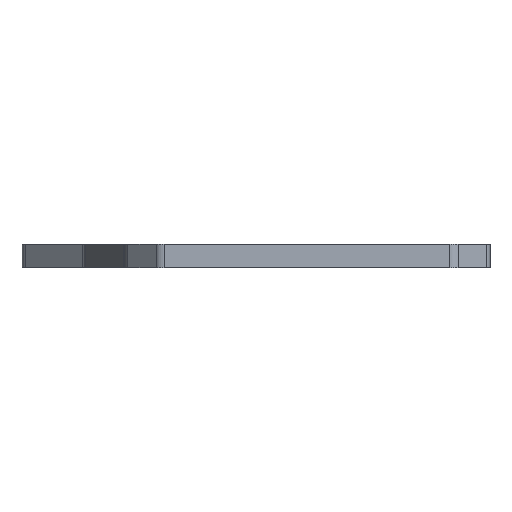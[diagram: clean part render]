
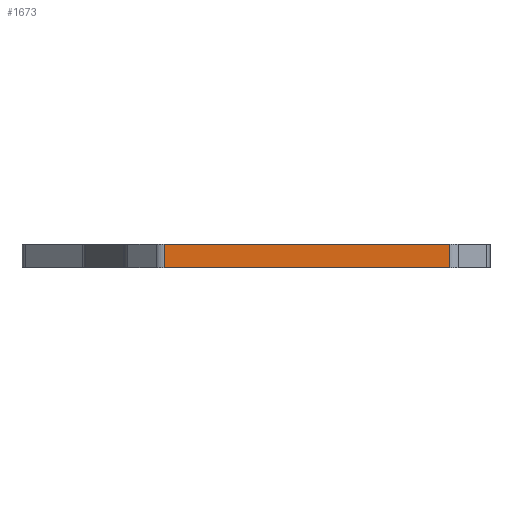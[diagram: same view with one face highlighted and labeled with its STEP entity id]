
A CAD part, front view. The second image highlights one B-rep face of the part: STEP entity #1673.
In plain terms, the highlighted planar face has unit normal (0, -1, 0).
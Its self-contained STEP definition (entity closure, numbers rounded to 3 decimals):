
#51 = PLANE ( 'NONE',  #369 ) ;
#56 = CARTESIAN_POINT ( 'NONE',  ( 27.586, 0., 2. ) ) ;
#57 = VERTEX_POINT ( 'NONE', #1536 ) ;
#58 = DIRECTION ( 'NONE',  ( 0., 1., 0. ) ) ;
#93 = VECTOR ( 'NONE', #608, 1000. ) ;
#139 = LINE ( 'NONE', #1038, #645 ) ;
#197 = LINE ( 'NONE', #370, #1458 ) ;
#298 = ORIENTED_EDGE ( 'NONE', *, *, #1479, .T. ) ;
#360 = VECTOR ( 'NONE', #563, 1000. ) ;
#369 = AXIS2_PLACEMENT_3D ( 'NONE', #1828, #58, #1516 ) ;
#370 = CARTESIAN_POINT ( 'NONE',  ( 3.414, 0., 0. ) ) ;
#416 = ORIENTED_EDGE ( 'NONE', *, *, #1794, .T. ) ;
#517 = CARTESIAN_POINT ( 'NONE',  ( 31., 0., 2. ) ) ;
#563 = DIRECTION ( 'NONE',  ( 1., 0., 0. ) ) ;
#580 = VERTEX_POINT ( 'NONE', #56 ) ;
#608 = DIRECTION ( 'NONE',  ( 1., 0., 0. ) ) ;
#609 = VERTEX_POINT ( 'NONE', #1210 ) ;
#633 = VERTEX_POINT ( 'NONE', #1804 ) ;
#645 = VECTOR ( 'NONE', #1769, 1000. ) ;
#743 = LINE ( 'NONE', #517, #360 ) ;
#749 = EDGE_CURVE ( 'NONE', #57, #580, #743, .T. ) ;
#866 = ORIENTED_EDGE ( 'NONE', *, *, #749, .F. ) ;
#1038 = CARTESIAN_POINT ( 'NONE',  ( 27.586, 0., 2. ) ) ;
#1045 = EDGE_LOOP ( 'NONE', ( #866, #416, #298, #1850 ) ) ;
#1074 = LINE ( 'NONE', #1320, #93 ) ;
#1210 = CARTESIAN_POINT ( 'NONE',  ( 3.414, 0., 0. ) ) ;
#1233 = FACE_OUTER_BOUND ( 'NONE', #1045, .T. ) ;
#1320 = CARTESIAN_POINT ( 'NONE',  ( 31., 0., 0. ) ) ;
#1458 = VECTOR ( 'NONE', #1839, 1000. ) ;
#1479 = EDGE_CURVE ( 'NONE', #609, #633, #1074, .T. ) ;
#1516 = DIRECTION ( 'NONE',  ( -1., 0., 0. ) ) ;
#1536 = CARTESIAN_POINT ( 'NONE',  ( 3.414, 0., 2. ) ) ;
#1545 = EDGE_CURVE ( 'NONE', #633, #580, #139, .T. ) ;
#1673 = ADVANCED_FACE ( 'NONE', ( #1233 ), #51, .F. ) ;
#1769 = DIRECTION ( 'NONE',  ( 0., 0., 1. ) ) ;
#1794 = EDGE_CURVE ( 'NONE', #57, #609, #197, .T. ) ;
#1804 = CARTESIAN_POINT ( 'NONE',  ( 27.586, 0., 0. ) ) ;
#1828 = CARTESIAN_POINT ( 'NONE',  ( 31., 0., 2. ) ) ;
#1839 = DIRECTION ( 'NONE',  ( 0., 0., -1. ) ) ;
#1850 = ORIENTED_EDGE ( 'NONE', *, *, #1545, .T. ) ;
